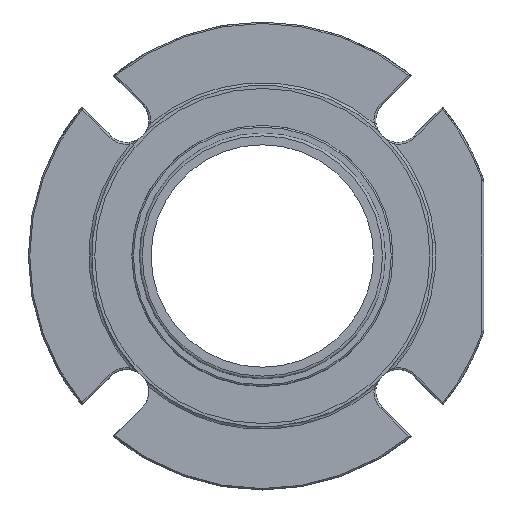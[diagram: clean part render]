
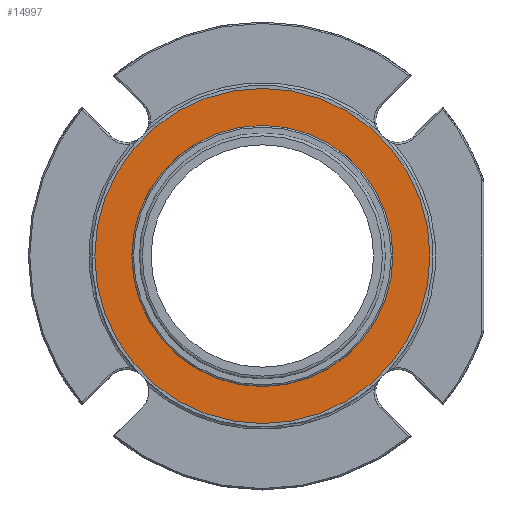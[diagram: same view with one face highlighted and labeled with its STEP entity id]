
A CAD part, left-side view. The second image highlights one B-rep face of the part: STEP entity #14997.
In plain terms, the highlighted planar face has unit normal (-1, 0, 0).
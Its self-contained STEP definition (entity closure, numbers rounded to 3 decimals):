
#2027=PLANE('',#16103);
#5134=ORIENTED_EDGE('',*,*,#6701,.T.);
#5135=ORIENTED_EDGE('',*,*,#6700,.T.);
#6700=EDGE_CURVE('',#7697,#7697,#8256,.F.);
#6701=EDGE_CURVE('',#7698,#7698,#8257,.T.);
#7697=VERTEX_POINT('',#26805);
#7698=VERTEX_POINT('',#26808);
#8256=CIRCLE('',#16102,70.803);
#8257=CIRCLE('',#16104,90.869);
#8995=EDGE_LOOP('',(#5134));
#8996=EDGE_LOOP('',(#5135));
#9742=FACE_BOUND('',#8995,.T.);
#9743=FACE_BOUND('',#8996,.T.);
#14997=ADVANCED_FACE('',(#9742,#9743),#2027,.T.);
#16102=AXIS2_PLACEMENT_3D('',#26804,#18837,#18838);
#16103=AXIS2_PLACEMENT_3D('',#26806,#18839,#18840);
#16104=AXIS2_PLACEMENT_3D('',#26807,#18841,#18842);
#18837=DIRECTION('',(-1.,0.,0.));
#18838=DIRECTION('',(0.,-1.,0.));
#18839=DIRECTION('',(-1.,0.,0.));
#18840=DIRECTION('',(0.,0.,-1.));
#18841=DIRECTION('',(-1.,0.,0.));
#18842=DIRECTION('',(0.,0.,-1.));
#26804=CARTESIAN_POINT('',(-0.483,0.,0.));
#26805=CARTESIAN_POINT('',(-0.483,-70.803,0.));
#26806=CARTESIAN_POINT('',(-0.483,0.,-74.613));
#26807=CARTESIAN_POINT('',(-0.483,0.,0.));
#26808=CARTESIAN_POINT('',(-0.483,0.,-90.869));
